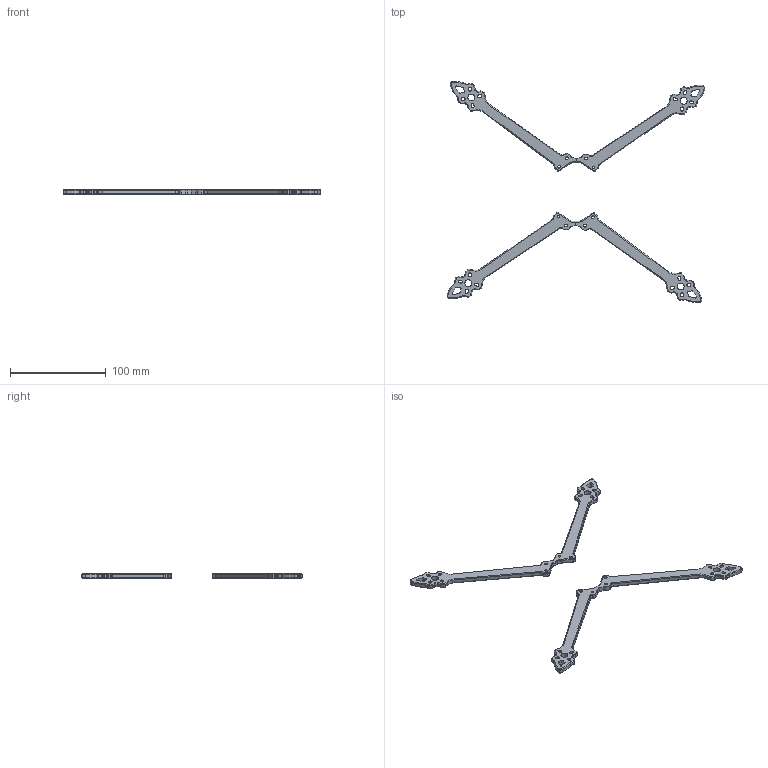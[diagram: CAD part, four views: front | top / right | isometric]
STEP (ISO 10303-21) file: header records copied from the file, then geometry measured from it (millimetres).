
FILE_DESCRIPTION(/* description */ (''),/* implementation_level */ '2;1');
FILE_NAME(/* name */ 'GEPRC Mk4 7in Arms.step',/* time_stamp */ '2023-11-25T11:09:25-08:00',/* author */ (''),/* organization */ (''),/* preprocessor_version */ 'ST-DEVELOPER v20',/* originating_system */ 'Autodesk Translation Framework v12.14.0.127',/* authorisation */ '');
FILE_SCHEMA (('AUTOMOTIVE_DESIGN { 1 0 10303 214 3 1 1 }'));
Length unit declared in the file: millimetre
Products named in the file (1): Arms 7" 5mm
Bounding box: 269.17 x 230.62 x 5 mm (x, y, z)
Volume: 37592.4 mm3; surface area: 23315.5 mm2
Topology: 4 solids, 4 shells, 692 faces, 1692 edges, 1008 vertices
Faces by surface type: plane 272, cylinder 220, cone 200
Full cylindrical faces by diameter (mm): 2.8 x8, 7.25 x4
Entity records: 20277 total; most frequent: DIRECTION 3694, CARTESIAN_POINT 3505, ORIENTED_EDGE 3384, EDGE_CURVE 1692, AXIS2_PLACEMENT_3D 1341, LINE 1012, VECTOR 1012, VERTEX_POINT 1008
